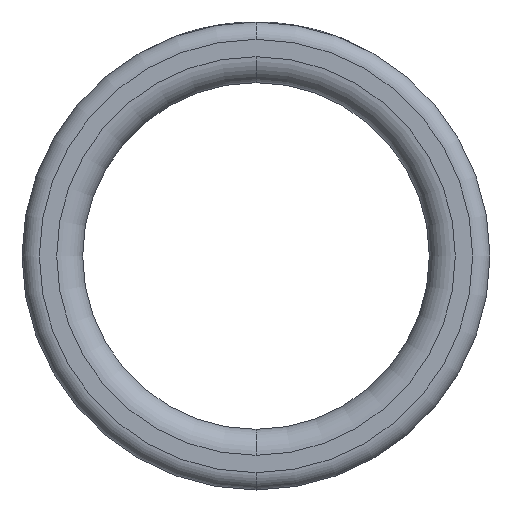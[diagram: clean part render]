
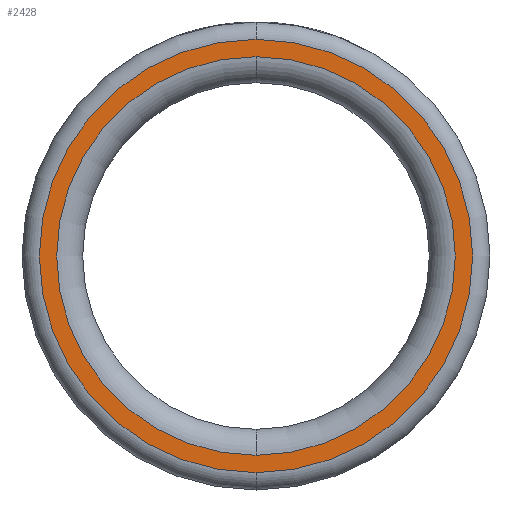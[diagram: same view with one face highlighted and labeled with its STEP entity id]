
A CAD part, front view. The second image highlights one B-rep face of the part: STEP entity #2428.
In plain terms, the highlighted planar face has unit normal (0, -1, 0).
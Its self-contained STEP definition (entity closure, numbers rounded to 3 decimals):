
#36 = CARTESIAN_POINT ( 'NONE',  ( 0., -85., 0. ) ) ;
#47 = DIRECTION ( 'NONE',  ( 0., 0., -1. ) ) ;
#71 = CIRCLE ( 'NONE', #697, 23. ) ;
#96 = CIRCLE ( 'NONE', #1320, 23. ) ;
#253 = DIRECTION ( 'NONE',  ( 0., 0., -1. ) ) ;
#287 = CARTESIAN_POINT ( 'NONE',  ( 0., -85., 23. ) ) ;
#331 = DIRECTION ( 'NONE',  ( 0., 0., -1. ) ) ;
#350 = ORIENTED_EDGE ( 'NONE', *, *, #936, .F. ) ;
#391 = CIRCLE ( 'NONE', #1773, 25. ) ;
#436 = CARTESIAN_POINT ( 'NONE',  ( 0., -85., 0. ) ) ;
#467 = ORIENTED_EDGE ( 'NONE', *, *, #1738, .F. ) ;
#636 = DIRECTION ( 'NONE',  ( 0., -1., 0. ) ) ;
#697 = AXIS2_PLACEMENT_3D ( 'NONE', #1267, #1259, #1068 ) ;
#783 = AXIS2_PLACEMENT_3D ( 'NONE', #36, #2234, #47 ) ;
#869 = VERTEX_POINT ( 'NONE', #2458 ) ;
#936 = EDGE_CURVE ( 'NONE', #1299, #2438, #71, .T. ) ;
#986 = CARTESIAN_POINT ( 'NONE',  ( 0., -85., 25. ) ) ;
#989 = EDGE_LOOP ( 'NONE', ( #2290, #1119 ) ) ;
#1000 = DIRECTION ( 'NONE',  ( 0., -1., 0. ) ) ;
#1009 = FACE_OUTER_BOUND ( 'NONE', #989, .T. ) ;
#1068 = DIRECTION ( 'NONE',  ( 0., 0., -1. ) ) ;
#1119 = ORIENTED_EDGE ( 'NONE', *, *, #1596, .T. ) ;
#1169 = AXIS2_PLACEMENT_3D ( 'NONE', #2372, #1000, #2186 ) ;
#1198 = EDGE_CURVE ( 'NONE', #869, #2060, #1517, .T. ) ;
#1259 = DIRECTION ( 'NONE',  ( 0., -1., 0. ) ) ;
#1267 = CARTESIAN_POINT ( 'NONE',  ( 0., -85., 0. ) ) ;
#1299 = VERTEX_POINT ( 'NONE', #287 ) ;
#1320 = AXIS2_PLACEMENT_3D ( 'NONE', #436, #636, #253 ) ;
#1348 = CARTESIAN_POINT ( 'NONE',  ( 0., -85., 0. ) ) ;
#1481 = FACE_BOUND ( 'NONE', #2207, .T. ) ;
#1517 = CIRCLE ( 'NONE', #783, 25. ) ;
#1537 = CARTESIAN_POINT ( 'NONE',  ( 0., -85., -23. ) ) ;
#1596 = EDGE_CURVE ( 'NONE', #2060, #869, #391, .T. ) ;
#1738 = EDGE_CURVE ( 'NONE', #2438, #1299, #96, .T. ) ;
#1773 = AXIS2_PLACEMENT_3D ( 'NONE', #1348, #2327, #331 ) ;
#2060 = VERTEX_POINT ( 'NONE', #986 ) ;
#2186 = DIRECTION ( 'NONE',  ( 0., 0., -1. ) ) ;
#2207 = EDGE_LOOP ( 'NONE', ( #467, #350 ) ) ;
#2234 = DIRECTION ( 'NONE',  ( 0., -1., 0. ) ) ;
#2290 = ORIENTED_EDGE ( 'NONE', *, *, #1198, .T. ) ;
#2327 = DIRECTION ( 'NONE',  ( 0., -1., 0. ) ) ;
#2372 = CARTESIAN_POINT ( 'NONE',  ( 23., -85., 0. ) ) ;
#2386 = PLANE ( 'NONE',  #1169 ) ;
#2428 = ADVANCED_FACE ( 'NONE', ( #1009, #1481 ), #2386, .T. ) ;
#2438 = VERTEX_POINT ( 'NONE', #1537 ) ;
#2458 = CARTESIAN_POINT ( 'NONE',  ( 0., -85., -25. ) ) ;
